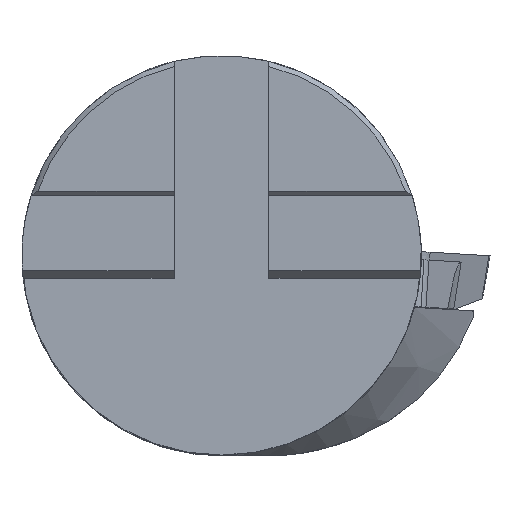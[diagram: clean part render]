
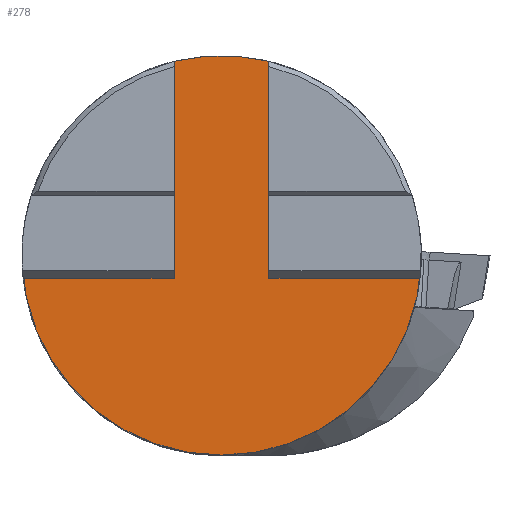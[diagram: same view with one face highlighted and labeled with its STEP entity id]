
A CAD part, top view. The second image highlights one B-rep face of the part: STEP entity #278.
In plain terms, the highlighted planar face has unit normal (0, 0, 1).
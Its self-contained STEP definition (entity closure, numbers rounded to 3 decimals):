
#195=CIRCLE('',#1819,20.);
#198=CIRCLE('',#1824,20.);
#278=ADVANCED_FACE('',(#417),#349,.F.);
#349=PLANE('',#1872);
#417=FACE_OUTER_BOUND('',#503,.T.);
#503=EDGE_LOOP('',(#810,#811,#812,#813,#814,#815));
#810=ORIENTED_EDGE('',*,*,#1364,.F.);
#811=ORIENTED_EDGE('',*,*,#1292,.T.);
#812=ORIENTED_EDGE('',*,*,#1365,.F.);
#813=ORIENTED_EDGE('',*,*,#1366,.F.);
#814=ORIENTED_EDGE('',*,*,#1298,.T.);
#815=ORIENTED_EDGE('',*,*,#1367,.T.);
#1122=VERTEX_POINT('',#2745);
#1123=VERTEX_POINT('',#2746);
#1127=VERTEX_POINT('',#2755);
#1128=VERTEX_POINT('',#2757);
#1166=VERTEX_POINT('',#2954);
#1167=VERTEX_POINT('',#2956);
#1292=EDGE_CURVE('',#1122,#1123,#195,.T.);
#1298=EDGE_CURVE('',#1128,#1127,#198,.T.);
#1364=EDGE_CURVE('',#1122,#1166,#1524,.T.);
#1365=EDGE_CURVE('',#1167,#1123,#1525,.T.);
#1366=EDGE_CURVE('',#1128,#1167,#1526,.T.);
#1367=EDGE_CURVE('',#1127,#1166,#1527,.T.);
#1524=LINE('',#2953,#1651);
#1525=LINE('',#2955,#1652);
#1526=LINE('',#2957,#1653);
#1527=LINE('',#2958,#1654);
#1651=VECTOR('',#2205,1.);
#1652=VECTOR('',#2206,1.);
#1653=VECTOR('',#2207,1.);
#1654=VECTOR('',#2208,1.);
#1819=AXIS2_PLACEMENT_3D('',#2744,#2067,#2068);
#1824=AXIS2_PLACEMENT_3D('',#2756,#2078,#2079);
#1872=AXIS2_PLACEMENT_3D('',#2959,#2209,#2210);
#2067=DIRECTION('',(0.,0.,1.));
#2068=DIRECTION('',(1.,0.,0.));
#2078=DIRECTION('',(0.,0.,1.));
#2079=DIRECTION('',(1.,0.,0.));
#2205=DIRECTION('',(1.,0.,0.));
#2206=DIRECTION('',(1.,0.,0.));
#2207=DIRECTION('',(0.,-1.,0.));
#2208=DIRECTION('',(0.,-1.,0.));
#2209=DIRECTION('',(0.,0.,-1.));
#2210=DIRECTION('',(1.,0.,0.));
#2744=CARTESIAN_POINT('',(0.,0.,-4.7));
#2745=CARTESIAN_POINT('',(-19.987,-0.73,-4.7));
#2746=CARTESIAN_POINT('',(19.987,-0.73,-4.7));
#2755=CARTESIAN_POINT('',(-7.275,18.63,-4.7));
#2756=CARTESIAN_POINT('',(0.,0.,-4.7));
#2757=CARTESIAN_POINT('',(7.275,18.63,-4.7));
#2953=CARTESIAN_POINT('',(-23.629,-0.73,-4.7));
#2954=CARTESIAN_POINT('',(-7.275,-0.73,-4.7));
#2955=CARTESIAN_POINT('',(-23.629,-0.73,-4.7));
#2956=CARTESIAN_POINT('',(7.275,-0.73,-4.7));
#2957=CARTESIAN_POINT('',(7.275,25.,-4.7));
#2958=CARTESIAN_POINT('',(-7.275,25.,-4.7));
#2959=CARTESIAN_POINT('',(7.275,25.,-4.7));
